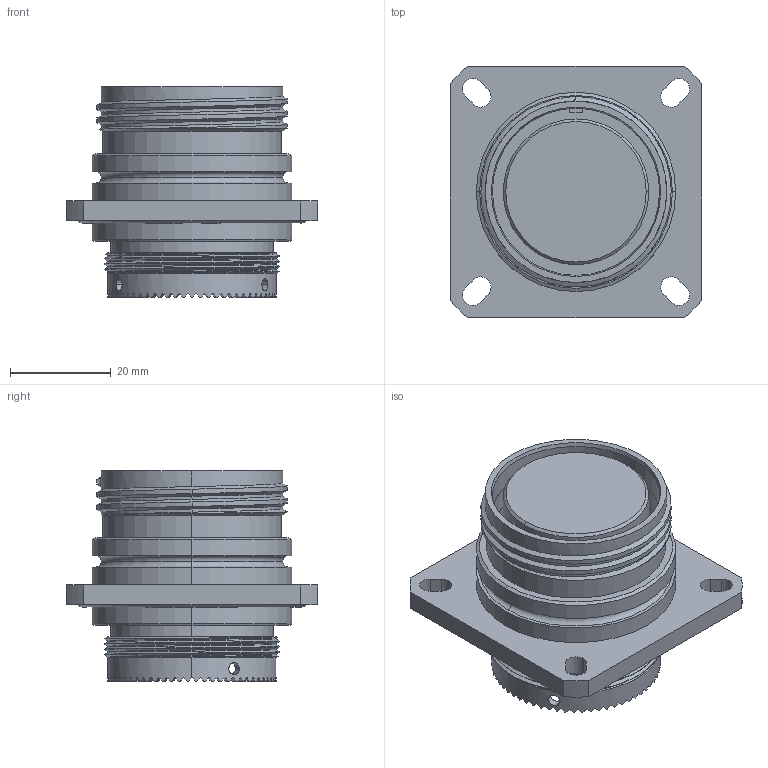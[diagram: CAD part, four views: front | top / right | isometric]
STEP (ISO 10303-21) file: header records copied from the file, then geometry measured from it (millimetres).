
FILE_DESCRIPTION (( 'STEP AP203' ), '1' );
FILE_NAME ('Size 23 Flange.STEP', '2019-03-29T18:02:55', ( '' ), ( '' ), 'SwSTEP 2.0', 'SolidWorks 2019', '' );
FILE_SCHEMA (( 'CONFIG_CONTROL_DESIGN' ));
Length unit declared in the file: inch
Products named in the file (1): Size 23 Flange
Bounding box: 50.04 x 50.04 x 41.91 mm (x, y, z)
Volume: 42987.8 mm3; surface area: 14253.3 mm2
Topology: 1 solids, 1 shells, 376 faces, 1072 edges, 710 vertices
Faces by surface type: plane 277, cylinder 75, cone 12, torus 8, bspline 4
Entity records: 14521 total; most frequent: CARTESIAN_POINT 5220, ORIENTED_EDGE 2144, DIRECTION 1856, EDGE_CURVE 1072, AXIS2_PLACEMENT_3D 739, VERTEX_POINT 710, EDGE_LOOP 402, VECTOR 378
